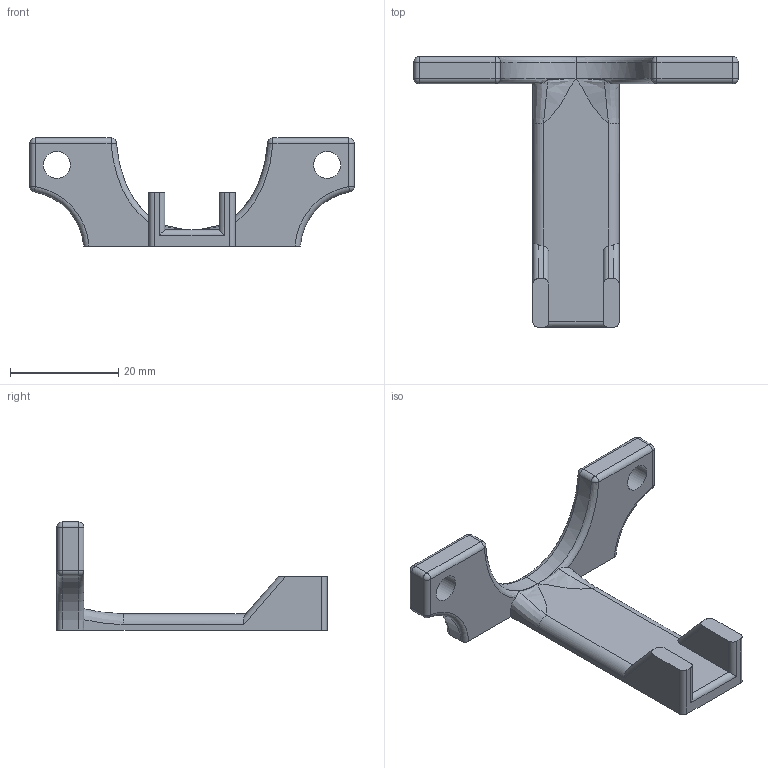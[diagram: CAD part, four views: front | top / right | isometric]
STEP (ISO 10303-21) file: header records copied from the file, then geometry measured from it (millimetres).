
FILE_DESCRIPTION(/* description */ ('STEP AP242','CAx-IF Rec.Pracs.---Representation and Presentation of Product Manufacturing Information (PMI)---4.0---2014-10-13','CAx-IF Rec.Pracs.---3D Tessellated Geometry---0.4---2014-09-14','2;1'),/* implementation_level */ '2;1');
FILE_NAME(/* name */ '67333c8debe7610e3f78cfdb',/* time_stamp */ '2024-11-12T11:31:26Z',/* author */ (''),/* organization */ (''),/* preprocessor_version */ 'ST-DEVELOPER v20',/* originating_system */ 'ONSHAPE BY PTC INC, 1.189',/* authorisation */ ' ');
FILE_SCHEMA (('AP242_MANAGED_MODEL_BASED_3D_ENGINEERING_MIM_LF { 1 0 10303 442 1 1 4 }'));
Length unit declared in the file: metre
Products named in the file (1): Part 1
Bounding box: 60 x 50 x 20 mm (x, y, z)
Volume: 5704.1 mm3; surface area: 4174.7 mm2
Topology: 1 solids, 1 shells, 73 faces, 180 edges, 95 vertices
Faces by surface type: cylinder 29, plane 18, sphere 12, bspline 10, torus 4
Full cylindrical faces by diameter (mm): 5 x2
Entity records: 2363 total; most frequent: CARTESIAN_POINT 755, DIRECTION 333, ORIENTED_EDGE 328, EDGE_CURVE 164, AXIS2_PLACEMENT_3D 131, VERTEX_POINT 95, EDGE_LOOP 79, FACE_BOUND 79
